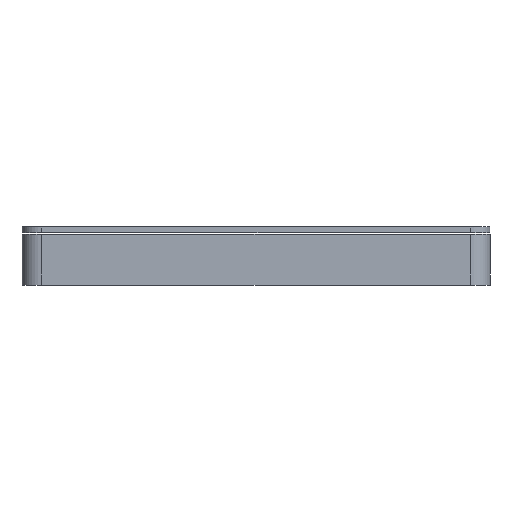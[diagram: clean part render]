
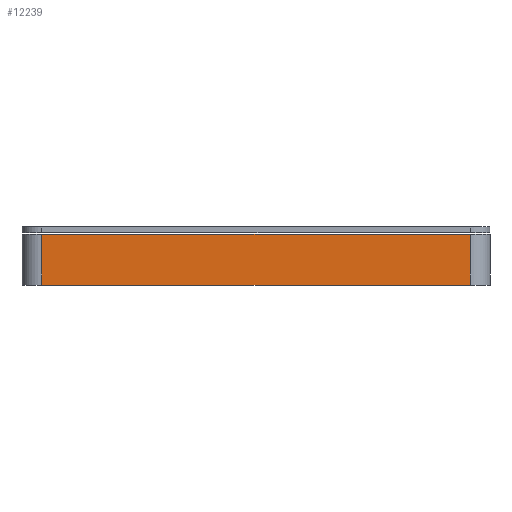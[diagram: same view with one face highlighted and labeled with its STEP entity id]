
A CAD part, front view. The second image highlights one B-rep face of the part: STEP entity #12239.
In plain terms, the highlighted planar face has unit normal (0, -1, 0).
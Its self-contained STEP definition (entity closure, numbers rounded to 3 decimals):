
#1113=PLANE('',#12947);
#1322=FACE_OUTER_BOUND('',#1973,.T.);
#1973=EDGE_LOOP('',(#8379,#8380,#8381,#8382));
#2953=LINE('',#16619,#3904);
#2954=LINE('',#16622,#3905);
#2966=LINE('',#16660,#3917);
#2967=LINE('',#16661,#3918);
#3904=VECTOR('',#13853,10.);
#3905=VECTOR('',#13856,10.);
#3917=VECTOR('',#13884,10.);
#3918=VECTOR('',#13885,10.);
#5304=VERTEX_POINT('',#16612);
#5307=VERTEX_POINT('',#16617);
#5308=VERTEX_POINT('',#16621);
#5326=VERTEX_POINT('',#16659);
#6527=EDGE_CURVE('',#5307,#5304,#2953,.T.);
#6528=EDGE_CURVE('',#5304,#5308,#2954,.T.);
#6547=EDGE_CURVE('',#5326,#5307,#2966,.T.);
#6548=EDGE_CURVE('',#5308,#5326,#2967,.T.);
#8379=ORIENTED_EDGE('',*,*,#6527,.F.);
#8380=ORIENTED_EDGE('',*,*,#6547,.F.);
#8381=ORIENTED_EDGE('',*,*,#6548,.F.);
#8382=ORIENTED_EDGE('',*,*,#6528,.F.);
#12239=ADVANCED_FACE('',(#1322),#1113,.T.);
#12947=AXIS2_PLACEMENT_3D('',#16658,#13882,#13883);
#13853=DIRECTION('',(0.,0.,1.));
#13856=DIRECTION('',(1.,0.,0.));
#13882=DIRECTION('center_axis',(0.,-1.,0.));
#13883=DIRECTION('ref_axis',(1.,0.,0.));
#13884=DIRECTION('',(-1.,0.,0.));
#13885=DIRECTION('',(0.,0.,-1.));
#16612=CARTESIAN_POINT('',(-34.5,-45.8,13.));
#16617=CARTESIAN_POINT('',(-34.5,-45.8,0.));
#16619=CARTESIAN_POINT('',(-34.5,-45.8,0.));
#16621=CARTESIAN_POINT('',(75.354,-45.8,13.));
#16622=CARTESIAN_POINT('',(80.354,-45.8,13.));
#16658=CARTESIAN_POINT('Origin',(-39.5,-45.8,0.));
#16659=CARTESIAN_POINT('',(75.354,-45.8,0.));
#16660=CARTESIAN_POINT('',(80.354,-45.8,0.));
#16661=CARTESIAN_POINT('',(75.354,-45.8,0.));
